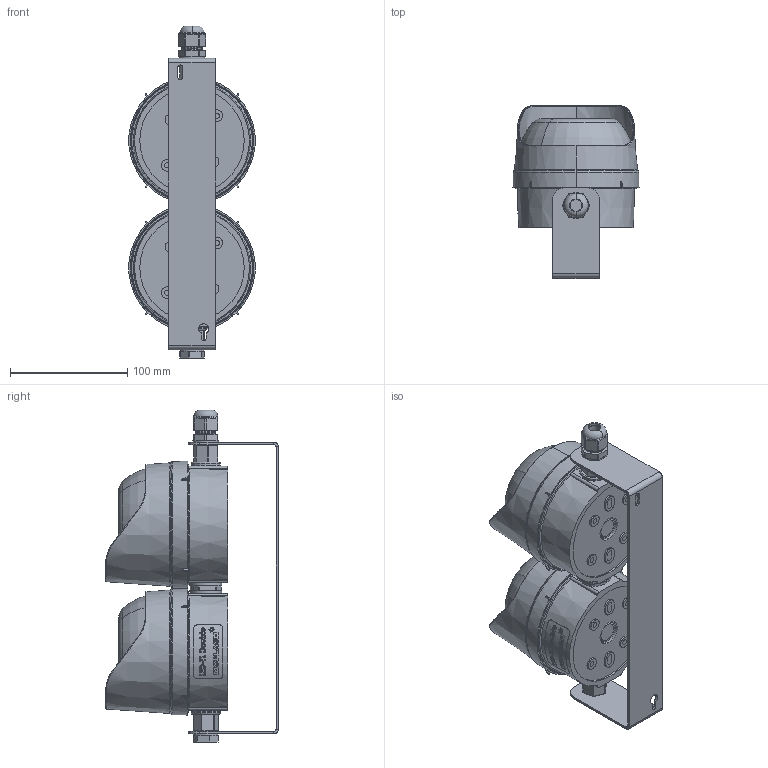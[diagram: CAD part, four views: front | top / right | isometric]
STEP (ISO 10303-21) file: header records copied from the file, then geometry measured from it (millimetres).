
FILE_DESCRIPTION (( 'STEP AP214' ), '1' );
FILE_NAME ('Moflash LED-TL Double (Brkt Mount).STEP', '2016-04-11T09:00:52', ( '' ), ( '' ), 'SwSTEP 2.0', 'SolidWorks 2016', '' );
FILE_SCHEMA (( 'AUTOMOTIVE_DESIGN' ));
Length unit declared in the file: millimetre
Products named in the file (2): Moflash LED-TL Double (Brkt Mount)
Bounding box: 107.6 x 147.53 x 283.52 mm (x, y, z)
Volume: 336309.7 mm3; surface area: 307860.2 mm2
Topology: 18 solids, 18 shells, 1393 faces, 3255 edges, 1996 vertices
Faces by surface type: plane 408, cylinder 277, cone 258, torus 224, bspline 196, sphere 30
Entity records: 65038 total; most frequent: CARTESIAN_POINT 18637, ORIENTED_EDGE 6486, DIRECTION 6426, EDGE_CURVE 3243, AXIS2_PLACEMENT_3D 2705, VERTEX_POINT 1996, EDGE_LOOP 1533, CIRCLE 1506
